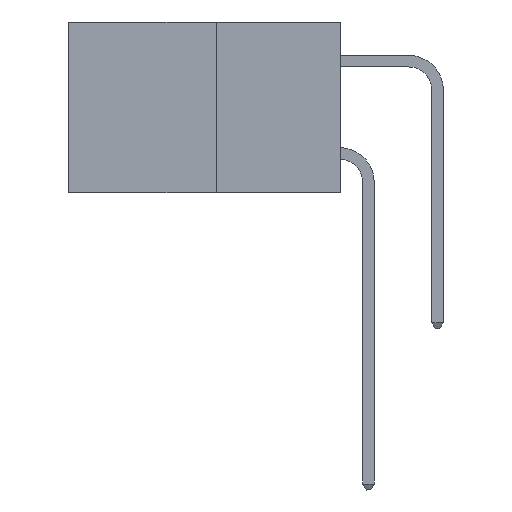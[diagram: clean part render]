
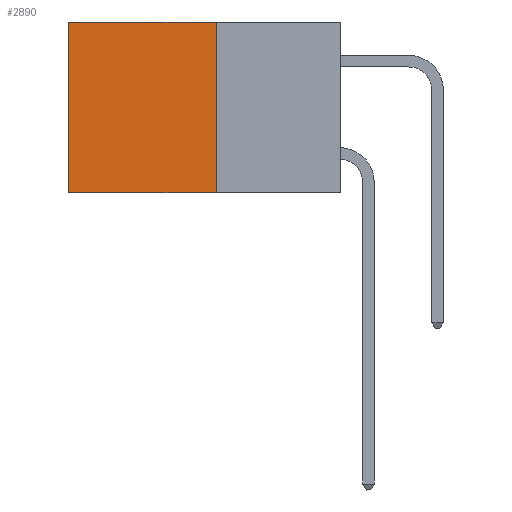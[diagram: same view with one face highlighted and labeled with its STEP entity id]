
A CAD part, left-side view. The second image highlights one B-rep face of the part: STEP entity #2890.
In plain terms, the highlighted planar face has unit normal (-1, 0, 0).
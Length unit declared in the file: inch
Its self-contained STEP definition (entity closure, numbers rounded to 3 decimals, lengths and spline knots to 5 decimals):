
#221 = DIRECTION ( 'NONE',  ( 0., 1., 0. ) ) ;
#1960 = CARTESIAN_POINT ( 'NONE',  ( 0.277, 0.27, -0.37 ) ) ;
#2272 = DIRECTION ( 'NONE',  ( 0., 0., -1. ) ) ;
#2514 = EDGE_CURVE ( 'NONE', #2522, #8517, #11937, .T. ) ;
#2522 = VERTEX_POINT ( 'NONE', #7801 ) ;
#2542 = LINE ( 'NONE', #11537, #7060 ) ;
#2832 = ORIENTED_EDGE ( 'NONE', *, *, #19523, .T. ) ;
#2890 = ADVANCED_FACE ( 'NONE', ( #18701 ), #10611, .F. ) ;
#2950 = DIRECTION ( 'NONE',  ( 0., 1., 0. ) ) ;
#3023 = ORIENTED_EDGE ( 'NONE', *, *, #14405, .T. ) ;
#3089 = EDGE_CURVE ( 'NONE', #22394, #2522, #3192, .T. ) ;
#3192 = LINE ( 'NONE', #1960, #13396 ) ;
#3467 = VERTEX_POINT ( 'NONE', #24242 ) ;
#3934 = EDGE_LOOP ( 'NONE', ( #3023, #13727, #15000, #2832 ) ) ;
#6683 = VECTOR ( 'NONE', #8609, 39.37008 ) ;
#7060 = VECTOR ( 'NONE', #2950, 39.37008 ) ;
#7425 = AXIS2_PLACEMENT_3D ( 'NONE', #10963, #11951, #9968 ) ;
#7801 = CARTESIAN_POINT ( 'NONE',  ( 0.277, 0.27, -0.37 ) ) ;
#8517 = VERTEX_POINT ( 'NONE', #16734 ) ;
#8609 = DIRECTION ( 'NONE',  ( 0., 0., -1. ) ) ;
#9968 = DIRECTION ( 'NONE',  ( 0., 0., -1. ) ) ;
#10611 = PLANE ( 'NONE',  #7425 ) ;
#10963 = CARTESIAN_POINT ( 'NONE',  ( 0.277, 0.27, -0.37 ) ) ;
#11537 = CARTESIAN_POINT ( 'NONE',  ( 0.277, 0.27, 0. ) ) ;
#11937 = LINE ( 'NONE', #17771, #21337 ) ;
#11951 = DIRECTION ( 'NONE',  ( 1., 0., 0. ) ) ;
#13396 = VECTOR ( 'NONE', #2272, 39.37008 ) ;
#13727 = ORIENTED_EDGE ( 'NONE', *, *, #2514, .F. ) ;
#14405 = EDGE_CURVE ( 'NONE', #3467, #8517, #22916, .T. ) ;
#15000 = ORIENTED_EDGE ( 'NONE', *, *, #3089, .F. ) ;
#15313 = CARTESIAN_POINT ( 'NONE',  ( 0.277, 0.27, 0. ) ) ;
#16734 = CARTESIAN_POINT ( 'NONE',  ( 0.277, 0.59, -0.37 ) ) ;
#17771 = CARTESIAN_POINT ( 'NONE',  ( 0.277, 0.27, -0.37 ) ) ;
#18701 = FACE_OUTER_BOUND ( 'NONE', #3934, .T. ) ;
#19523 = EDGE_CURVE ( 'NONE', #22394, #3467, #2542, .T. ) ;
#21337 = VECTOR ( 'NONE', #221, 39.37008 ) ;
#21760 = CARTESIAN_POINT ( 'NONE',  ( 0.277, 0.59, -0.37 ) ) ;
#22394 = VERTEX_POINT ( 'NONE', #15313 ) ;
#22916 = LINE ( 'NONE', #21760, #6683 ) ;
#24242 = CARTESIAN_POINT ( 'NONE',  ( 0.277, 0.59, 0. ) ) ;
